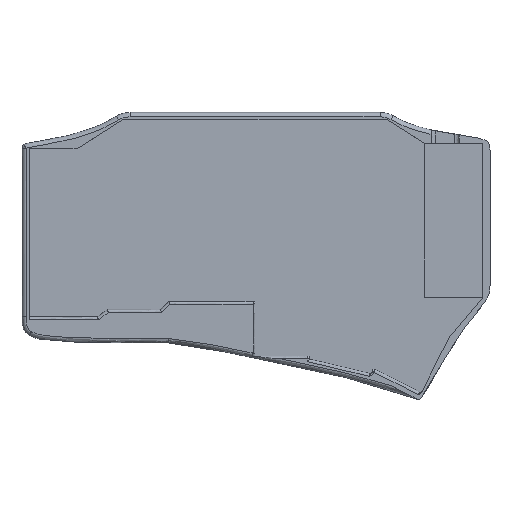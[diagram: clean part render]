
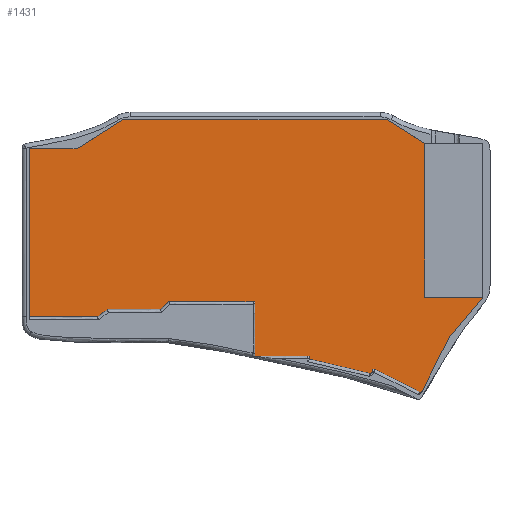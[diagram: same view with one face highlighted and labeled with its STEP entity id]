
A CAD part, top view. The second image highlights one B-rep face of the part: STEP entity #1431.
In plain terms, the highlighted planar face has unit normal (0, 0, 1).
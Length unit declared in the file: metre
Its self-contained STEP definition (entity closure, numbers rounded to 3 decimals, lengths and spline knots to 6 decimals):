
#67=LINE('',#1681,#149);
#70=LINE('',#1687,#152);
#74=LINE('',#1780,#156);
#76=LINE('',#1789,#158);
#107=LINE('',#2438,#189);
#110=LINE('',#2450,#192);
#112=LINE('',#2459,#194);
#113=LINE('',#2465,#195);
#115=LINE('',#2469,#197);
#127=LINE('',#2522,#209);
#130=LINE('',#2528,#212);
#132=LINE('',#2538,#214);
#133=LINE('',#2556,#215);
#134=LINE('',#2567,#216);
#136=LINE('',#2576,#218);
#138=LINE('',#2601,#220);
#139=LINE('',#2613,#221);
#140=LINE('',#2668,#222);
#141=LINE('',#2680,#223);
#144=LINE('',#11054,#226);
#146=LINE('',#11057,#228);
#149=VECTOR('',#1496,1.);
#152=VECTOR('',#1501,1.);
#156=VECTOR('',#1507,1.);
#158=VECTOR('',#1511,1.);
#189=VECTOR('',#1570,1.);
#192=VECTOR('',#1575,1.);
#194=VECTOR('',#1579,1.);
#195=VECTOR('',#1582,1.);
#197=VECTOR('',#1586,1.);
#209=VECTOR('',#1608,1.);
#212=VECTOR('',#1613,1.);
#214=VECTOR('',#1617,1.);
#215=VECTOR('',#1620,1.);
#216=VECTOR('',#1623,1.);
#218=VECTOR('',#1627,1.);
#220=VECTOR('',#1631,1.);
#221=VECTOR('',#1634,1.);
#222=VECTOR('',#1637,1.);
#223=VECTOR('',#1640,1.);
#226=VECTOR('',#1647,1.);
#228=VECTOR('',#1651,1.);
#632=ORIENTED_EDGE('',*,*,#877,.F.);
#633=ORIENTED_EDGE('',*,*,#671,.F.);
#634=ORIENTED_EDGE('',*,*,#668,.F.);
#635=ORIENTED_EDGE('',*,*,#777,.F.);
#636=ORIENTED_EDGE('',*,*,#775,.T.);
#637=ORIENTED_EDGE('',*,*,#686,.F.);
#638=ORIENTED_EDGE('',*,*,#683,.F.);
#639=ORIENTED_EDGE('',*,*,#773,.F.);
#640=ORIENTED_EDGE('',*,*,#770,.F.);
#641=ORIENTED_EDGE('',*,*,#766,.F.);
#642=ORIENTED_EDGE('',*,*,#826,.F.);
#643=ORIENTED_EDGE('',*,*,#870,.T.);
#644=ORIENTED_EDGE('',*,*,#823,.T.);
#645=ORIENTED_EDGE('',*,*,#874,.T.);
#646=ORIENTED_EDGE('',*,*,#818,.F.);
#647=ORIENTED_EDGE('',*,*,#862,.T.);
#648=ORIENTED_EDGE('',*,*,#815,.T.);
#649=ORIENTED_EDGE('',*,*,#810,.T.);
#650=ORIENTED_EDGE('',*,*,#807,.F.);
#651=ORIENTED_EDGE('',*,*,#678,.T.);
#652=ORIENTED_EDGE('',*,*,#804,.T.);
#653=ORIENTED_EDGE('',*,*,#868,.T.);
#654=ORIENTED_EDGE('',*,*,#800,.F.);
#655=ORIENTED_EDGE('',*,*,#674,.T.);
#656=ORIENTED_EDGE('',*,*,#797,.F.);
#657=ORIENTED_EDGE('',*,*,#794,.F.);
#658=ORIENTED_EDGE('',*,*,#879,.F.);
#668=EDGE_CURVE('',#885,#886,#67,.T.);
#671=EDGE_CURVE('',#886,#888,#70,.T.);
#674=EDGE_CURVE('',#890,#891,#1018,.T.);
#678=EDGE_CURVE('',#894,#895,#1022,.T.);
#683=EDGE_CURVE('',#899,#900,#74,.T.);
#686=EDGE_CURVE('',#900,#902,#76,.T.);
#766=EDGE_CURVE('',#961,#962,#107,.T.);
#770=EDGE_CURVE('',#962,#965,#110,.T.);
#773=EDGE_CURVE('',#965,#899,#112,.T.);
#775=EDGE_CURVE('',#967,#902,#113,.T.);
#777=EDGE_CURVE('',#967,#885,#115,.T.);
#794=EDGE_CURVE('',#975,#977,#127,.T.);
#797=EDGE_CURVE('',#977,#891,#130,.T.);
#800=EDGE_CURVE('',#890,#980,#132,.T.);
#804=EDGE_CURVE('',#895,#983,#133,.T.);
#807=EDGE_CURVE('',#894,#985,#134,.T.);
#810=EDGE_CURVE('',#987,#985,#136,.T.);
#815=EDGE_CURVE('',#991,#987,#138,.T.);
#818=EDGE_CURVE('',#993,#994,#139,.T.);
#823=EDGE_CURVE('',#999,#998,#140,.T.);
#826=EDGE_CURVE('',#1001,#961,#141,.T.);
#862=EDGE_CURVE('',#993,#991,#1133,.T.);
#868=EDGE_CURVE('',#983,#980,#1139,.T.);
#870=EDGE_CURVE('',#1001,#999,#1141,.T.);
#874=EDGE_CURVE('',#998,#994,#1145,.T.);
#877=EDGE_CURVE('',#888,#1013,#144,.T.);
#879=EDGE_CURVE('',#1013,#975,#146,.T.);
#885=VERTEX_POINT('',#1680);
#886=VERTEX_POINT('',#1682);
#888=VERTEX_POINT('',#1688);
#890=VERTEX_POINT('',#1722);
#891=VERTEX_POINT('',#1723);
#894=VERTEX_POINT('',#1759);
#895=VERTEX_POINT('',#1760);
#899=VERTEX_POINT('',#1779);
#900=VERTEX_POINT('',#1781);
#902=VERTEX_POINT('',#1790);
#961=VERTEX_POINT('',#2439);
#962=VERTEX_POINT('',#2440);
#965=VERTEX_POINT('',#2451);
#967=VERTEX_POINT('',#2466);
#975=VERTEX_POINT('',#2517);
#977=VERTEX_POINT('',#2523);
#980=VERTEX_POINT('',#2539);
#983=VERTEX_POINT('',#2555);
#985=VERTEX_POINT('',#2568);
#987=VERTEX_POINT('',#2577);
#991=VERTEX_POINT('',#2602);
#993=VERTEX_POINT('',#2614);
#994=VERTEX_POINT('',#2615);
#998=VERTEX_POINT('',#2667);
#999=VERTEX_POINT('',#2669);
#1001=VERTEX_POINT('',#2681);
#1013=VERTEX_POINT('',#11051);
#1018=B_SPLINE_CURVE_WITH_KNOTS('',3,(#1718,#1719,#1720,#1721),
 .UNSPECIFIED.,.F.,.F.,(4,4),(0.,1.),.UNSPECIFIED.);
#1022=B_SPLINE_CURVE_WITH_KNOTS('',3,(#1755,#1756,#1757,#1758),
 .UNSPECIFIED.,.F.,.F.,(4,4),(0.,1.),.UNSPECIFIED.);
#1133=B_SPLINE_CURVE_WITH_KNOTS('',3,(#7988,#7989,#7990,#7991),
 .UNSPECIFIED.,.F.,.F.,(4,4),(0.,1.),.UNSPECIFIED.);
#1139=B_SPLINE_CURVE_WITH_KNOTS('',3,(#9280,#9281,#9282,#9283),
 .UNSPECIFIED.,.F.,.F.,(4,4),(0.,1.),.UNSPECIFIED.);
#1141=B_SPLINE_CURVE_WITH_KNOTS('',3,(#9741,#9742,#9743,#9744),
 .UNSPECIFIED.,.F.,.F.,(4,4),(0.,1.),.UNSPECIFIED.);
#1145=B_SPLINE_CURVE_WITH_KNOTS('',3,(#10793,#10794,#10795,#10796),
 .UNSPECIFIED.,.F.,.F.,(4,4),(0.,1.),.UNSPECIFIED.);
#1228=EDGE_LOOP('',(#632,#633,#634,#635,#636,#637,#638,#639,#640,#641,#642,
#643,#644,#645,#646,#647,#648,#649,#650,#651,#652,#653,#654,#655,#656,#657,
#658));
#1312=FACE_BOUND('',#1228,.T.);
#1347=PLANE('',#1486);
#1431=ADVANCED_FACE('',(#1312),#1347,.T.);
#1486=AXIS2_PLACEMENT_3D('',#11058,#1652,#1653);
#1496=DIRECTION('',(1.,0.,0.));
#1501=DIRECTION('',(0.844,-0.536,0.));
#1507=DIRECTION('',(-1.,0.,0.));
#1511=DIRECTION('',(0.,1.,0.));
#1570=DIRECTION('',(-0.732,-0.682,0.));
#1575=DIRECTION('',(-1.,0.,0.));
#1579=DIRECTION('',(-0.793,-0.609,0.));
#1582=DIRECTION('',(-1.,0.,0.));
#1586=DIRECTION('',(0.844,0.536,0.));
#1608=DIRECTION('',(-0.638,-0.77,0.));
#1613=DIRECTION('',(-0.453,-0.891,0.));
#1617=DIRECTION('',(-0.892,0.452,0.));
#1620=DIRECTION('',(0.223,0.975,0.));
#1623=DIRECTION('',(-0.973,0.232,0.));
#1627=DIRECTION('',(1.,0.,0.));
#1631=DIRECTION('',(0.,-1.,0.));
#1634=DIRECTION('',(-1.,0.,0.));
#1637=DIRECTION('',(0.,-1.,0.));
#1640=DIRECTION('',(-1.,0.,0.));
#1647=DIRECTION('',(0.,-1.,0.));
#1651=DIRECTION('',(1.,0.,0.));
#1652=DIRECTION('',(0.,0.,1.));
#1653=DIRECTION('',(1.,0.,0.));
#1680=CARTESIAN_POINT('',(-0.126153,0.0467,0.004));
#1681=CARTESIAN_POINT('',(0.00253,0.0467,0.004));
#1682=CARTESIAN_POINT('',(-0.035193,0.0467,0.004));
#1687=CARTESIAN_POINT('',(0.013085,0.016011,0.004));
#1688=CARTESIAN_POINT('',(-0.02245,0.0386,0.004));
#1718=CARTESIAN_POINT('',(-0.024145,-0.046772,0.004));
#1719=CARTESIAN_POINT('',(-0.023789,-0.046952,0.004));
#1720=CARTESIAN_POINT('',(-0.02352,-0.046864,0.004));
#1721=CARTESIAN_POINT('',(-0.023339,-0.046508,0.004));
#1722=CARTESIAN_POINT('',(-0.024145,-0.046772,0.004));
#1723=CARTESIAN_POINT('',(-0.023339,-0.046508,0.004));
#1755=CARTESIAN_POINT('',(-0.041269,-0.040391,0.004));
#1756=CARTESIAN_POINT('',(-0.040877,-0.040485,0.004));
#1757=CARTESIAN_POINT('',(-0.040636,-0.040335,0.004));
#1758=CARTESIAN_POINT('',(-0.040545,-0.039941,0.004));
#1759=CARTESIAN_POINT('',(-0.041269,-0.040391,0.004));
#1760=CARTESIAN_POINT('',(-0.040545,-0.039941,0.004));
#1779=CARTESIAN_POINT('',(-0.134741,-0.021001,0.004));
#1780=CARTESIAN_POINT('',(0.00253,-0.021001,0.004));
#1781=CARTESIAN_POINT('',(-0.158151,-0.021001,0.004));
#1789=CARTESIAN_POINT('',(-0.158151,-0.000592,0.004));
#1790=CARTESIAN_POINT('',(-0.158151,0.0368,0.004));
#2438=CARTESIAN_POINT('',(-0.042323,0.047566,0.004));
#2439=CARTESIAN_POINT('',(-0.11025,-0.0157,0.004));
#2440=CARTESIAN_POINT('',(-0.113149,-0.0184,0.004));
#2450=CARTESIAN_POINT('',(0.00253,-0.0184,0.004));
#2451=CARTESIAN_POINT('',(-0.13135,-0.0184,0.004));
#2459=CARTESIAN_POINT('',(-0.038463,0.05285,0.004));
#2465=CARTESIAN_POINT('',(0.00253,0.0368,0.004));
#2466=CARTESIAN_POINT('',(-0.14175,0.0368,0.004));
#2469=CARTESIAN_POINT('',(-0.055825,0.091341,0.004));
#2517=CARTESIAN_POINT('',(-0.002428,-0.014199,0.004));
#2522=CARTESIAN_POINT('',(0.006276,-0.003696,0.004));
#2523=CARTESIAN_POINT('',(-0.014033,-0.028203,0.004));
#2528=CARTESIAN_POINT('',(0.000523,0.000428,0.004));
#2538=CARTESIAN_POINT('',(-0.021512,-0.048104,0.004));
#2539=CARTESIAN_POINT('',(-0.03956,-0.038972,0.004));
#2555=CARTESIAN_POINT('',(-0.040415,-0.039373,0.004));
#2556=CARTESIAN_POINT('',(-0.029842,0.006818,0.004));
#2567=CARTESIAN_POINT('',(-0.008805,-0.048132,0.004));
#2568=CARTESIAN_POINT('',(-0.06095,-0.035698,0.004));
#2576=CARTESIAN_POINT('',(0.00253,-0.035698,0.004));
#2577=CARTESIAN_POINT('',(-0.06195,-0.035698,0.004));
#2601=CARTESIAN_POINT('',(-0.06195,-0.000592,0.004));
#2602=CARTESIAN_POINT('',(-0.06195,-0.035,0.004));
#2613=CARTESIAN_POINT('',(0.00253,-0.0344,0.004));
#2614=CARTESIAN_POINT('',(-0.06255,-0.0344,0.004));
#2615=CARTESIAN_POINT('',(-0.080751,-0.0344,0.004));
#2667=CARTESIAN_POINT('',(-0.08075,-0.034322,0.004));
#2668=CARTESIAN_POINT('',(-0.08075,-0.000592,0.004));
#2669=CARTESIAN_POINT('',(-0.08075,-0.0163,0.004));
#2680=CARTESIAN_POINT('',(0.00253,-0.0157,0.004));
#2681=CARTESIAN_POINT('',(-0.08135,-0.0157,0.004));
#7988=CARTESIAN_POINT('',(-0.06255,-0.0344,0.004));
#7989=CARTESIAN_POINT('',(-0.06215,-0.0344,0.004));
#7990=CARTESIAN_POINT('',(-0.06195,-0.0346,0.004));
#7991=CARTESIAN_POINT('',(-0.06195,-0.035,0.004));
#9280=CARTESIAN_POINT('',(-0.040415,-0.039373,0.004));
#9281=CARTESIAN_POINT('',(-0.040301,-0.038875,0.004));
#9282=CARTESIAN_POINT('',(-0.040016,-0.038741,0.004));
#9283=CARTESIAN_POINT('',(-0.03956,-0.038972,0.004));
#9741=CARTESIAN_POINT('',(-0.08135,-0.0157,0.004));
#9742=CARTESIAN_POINT('',(-0.08095,-0.0157,0.004));
#9743=CARTESIAN_POINT('',(-0.08075,-0.0159,0.004));
#9744=CARTESIAN_POINT('',(-0.08075,-0.0163,0.004));
#10793=CARTESIAN_POINT('',(-0.08075,-0.034322,0.004));
#10794=CARTESIAN_POINT('',(-0.08075,-0.034348,0.004));
#10795=CARTESIAN_POINT('',(-0.08075,-0.034374,0.004));
#10796=CARTESIAN_POINT('',(-0.080751,-0.0344,0.004));
#11051=CARTESIAN_POINT('',(-0.02245,-0.014199,0.004));
#11054=CARTESIAN_POINT('',(-0.02245,0.0122,0.004));
#11057=CARTESIAN_POINT('',(-0.012439,-0.014199,0.004));
#11058=CARTESIAN_POINT('',(-0.08029,-0.000129,0.004));
